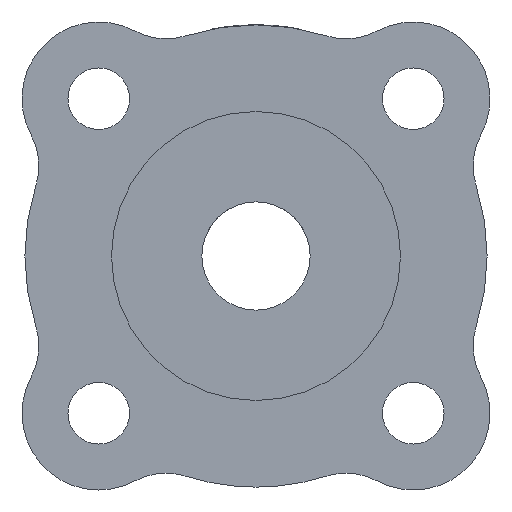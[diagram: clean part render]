
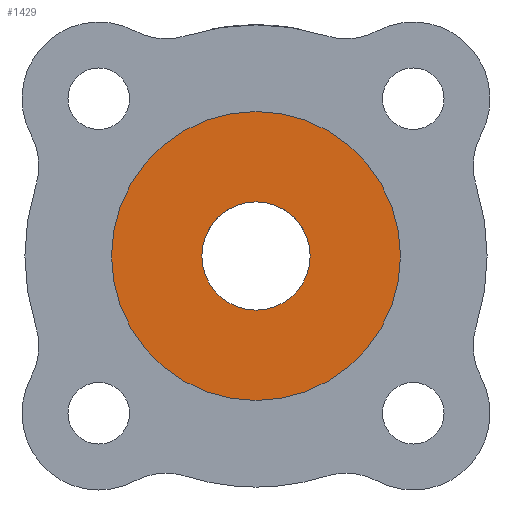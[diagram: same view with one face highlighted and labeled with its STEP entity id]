
A CAD part, front view. The second image highlights one B-rep face of the part: STEP entity #1429.
In plain terms, the highlighted planar face has unit normal (0, -1, 0).
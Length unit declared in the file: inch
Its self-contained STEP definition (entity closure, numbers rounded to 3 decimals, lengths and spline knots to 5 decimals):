
#5 = CIRCLE ( 'NONE', #150, 0.09375 ) ;
#27 = CARTESIAN_POINT ( 'NONE',  ( 0., 0., -0.09375 ) ) ;
#29 = CIRCLE ( 'NONE', #163, 0.25 ) ;
#115 = DIRECTION ( 'NONE',  ( 0., 0., 1. ) ) ;
#123 = PLANE ( 'NONE',  #297 ) ;
#133 = CIRCLE ( 'NONE', #1473, 0.25 ) ;
#150 = AXIS2_PLACEMENT_3D ( 'NONE', #467, #1237, #562 ) ;
#163 = AXIS2_PLACEMENT_3D ( 'NONE', #1472, #757, #115 ) ;
#171 = VERTEX_POINT ( 'NONE', #27 ) ;
#184 = DIRECTION ( 'NONE',  ( 0., 1., 0. ) ) ;
#226 = EDGE_LOOP ( 'NONE', ( #1108, #629 ) ) ;
#297 = AXIS2_PLACEMENT_3D ( 'NONE', #860, #989, #362 ) ;
#362 = DIRECTION ( 'NONE',  ( 0., 0., 1. ) ) ;
#423 = DIRECTION ( 'NONE',  ( 0., 0., 1. ) ) ;
#426 = DIRECTION ( 'NONE',  ( 0., 1., 0. ) ) ;
#440 = CARTESIAN_POINT ( 'NONE',  ( 0., 0., 0. ) ) ;
#466 = EDGE_LOOP ( 'NONE', ( #1120, #654 ) ) ;
#467 = CARTESIAN_POINT ( 'NONE',  ( 0., 0., 0. ) ) ;
#562 = DIRECTION ( 'NONE',  ( 0., 0., 1. ) ) ;
#595 = CARTESIAN_POINT ( 'NONE',  ( 0., 0., -0.25 ) ) ;
#629 = ORIENTED_EDGE ( 'NONE', *, *, #755, .T. ) ;
#653 = CIRCLE ( 'NONE', #1401, 0.09375 ) ;
#654 = ORIENTED_EDGE ( 'NONE', *, *, #827, .F. ) ;
#667 = VERTEX_POINT ( 'NONE', #1202 ) ;
#755 = EDGE_CURVE ( 'NONE', #171, #667, #653, .T. ) ;
#757 = DIRECTION ( 'NONE',  ( 0., 1., 0. ) ) ;
#799 = FACE_BOUND ( 'NONE', #226, .T. ) ;
#813 = CARTESIAN_POINT ( 'NONE',  ( 0., 0., 0. ) ) ;
#827 = EDGE_CURVE ( 'NONE', #1180, #1055, #133, .T. ) ;
#860 = CARTESIAN_POINT ( 'NONE',  ( 0., 0., 0. ) ) ;
#900 = FACE_OUTER_BOUND ( 'NONE', #466, .T. ) ;
#914 = CARTESIAN_POINT ( 'NONE',  ( 0., 0., 0.25 ) ) ;
#917 = DIRECTION ( 'NONE',  ( 0., 0., 1. ) ) ;
#936 = EDGE_CURVE ( 'NONE', #667, #171, #5, .T. ) ;
#938 = EDGE_CURVE ( 'NONE', #1055, #1180, #29, .T. ) ;
#989 = DIRECTION ( 'NONE',  ( 0., 1., 0. ) ) ;
#1055 = VERTEX_POINT ( 'NONE', #595 ) ;
#1108 = ORIENTED_EDGE ( 'NONE', *, *, #936, .T. ) ;
#1120 = ORIENTED_EDGE ( 'NONE', *, *, #938, .F. ) ;
#1180 = VERTEX_POINT ( 'NONE', #914 ) ;
#1202 = CARTESIAN_POINT ( 'NONE',  ( 0., 0., 0.09375 ) ) ;
#1237 = DIRECTION ( 'NONE',  ( 0., 1., 0. ) ) ;
#1401 = AXIS2_PLACEMENT_3D ( 'NONE', #440, #426, #423 ) ;
#1429 = ADVANCED_FACE ( 'NONE', ( #799, #900 ), #123, .F. ) ;
#1472 = CARTESIAN_POINT ( 'NONE',  ( 0., 0., 0. ) ) ;
#1473 = AXIS2_PLACEMENT_3D ( 'NONE', #813, #184, #917 ) ;
